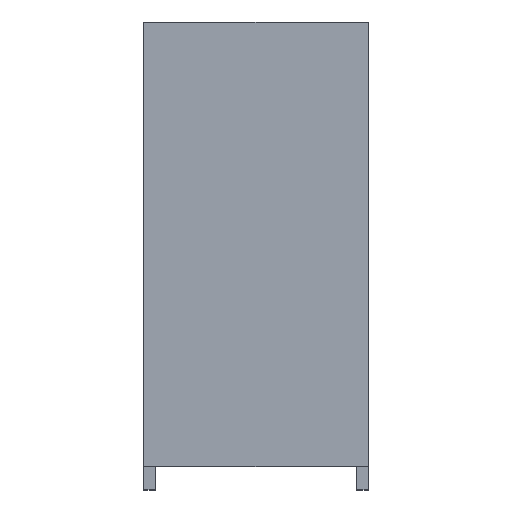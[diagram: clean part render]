
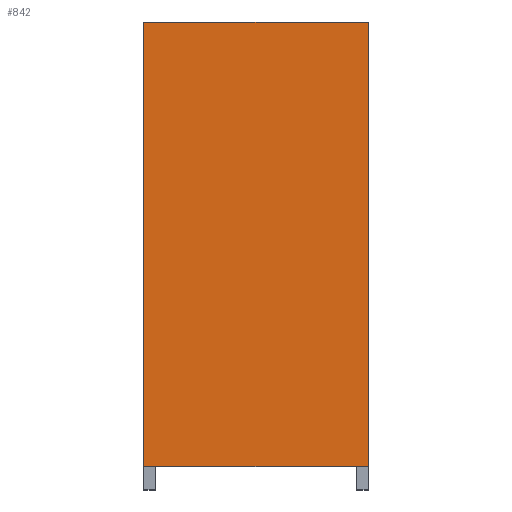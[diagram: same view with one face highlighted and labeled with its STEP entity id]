
A CAD part, top view. The second image highlights one B-rep face of the part: STEP entity #842.
In plain terms, the highlighted planar face has unit normal (0, 0, 1).
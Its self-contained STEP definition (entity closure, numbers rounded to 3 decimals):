
#2 = ORIENTED_EDGE ( 'NONE', *, *, #451, .T. ) ;
#13 = CARTESIAN_POINT ( 'NONE',  ( -4., 0., 24. ) ) ;
#27 = EDGE_LOOP ( 'NONE', ( #2, #290, #564, #515 ) ) ;
#39 = DIRECTION ( 'NONE',  ( 0., 0., -1. ) ) ;
#101 = CARTESIAN_POINT ( 'NONE',  ( -4., 95., 24. ) ) ;
#150 = LINE ( 'NONE', #622, #584 ) ;
#155 = CARTESIAN_POINT ( 'NONE',  ( 44., 95., 24. ) ) ;
#162 = VECTOR ( 'NONE', #777, 1000. ) ;
#173 = PLANE ( 'NONE',  #483 ) ;
#179 = VECTOR ( 'NONE', #890, 1000. ) ;
#190 = CARTESIAN_POINT ( 'NONE',  ( -4., 0., 24. ) ) ;
#212 = CARTESIAN_POINT ( 'NONE',  ( 44., 0., 24. ) ) ;
#236 = EDGE_CURVE ( 'NONE', #294, #675, #150, .T. ) ;
#259 = EDGE_CURVE ( 'NONE', #695, #714, #346, .T. ) ;
#264 = LINE ( 'NONE', #805, #179 ) ;
#289 = DIRECTION ( 'NONE',  ( 0., -1., 0. ) ) ;
#290 = ORIENTED_EDGE ( 'NONE', *, *, #259, .F. ) ;
#294 = VERTEX_POINT ( 'NONE', #524 ) ;
#346 = LINE ( 'NONE', #155, #162 ) ;
#402 = LINE ( 'NONE', #190, #529 ) ;
#450 = EDGE_CURVE ( 'NONE', #294, #695, #264, .T. ) ;
#451 = EDGE_CURVE ( 'NONE', #675, #714, #402, .T. ) ;
#483 = AXIS2_PLACEMENT_3D ( 'NONE', #101, #39, #654 ) ;
#515 = ORIENTED_EDGE ( 'NONE', *, *, #236, .T. ) ;
#524 = CARTESIAN_POINT ( 'NONE',  ( -4., 95., 24. ) ) ;
#529 = VECTOR ( 'NONE', #534, 1000. ) ;
#534 = DIRECTION ( 'NONE',  ( 1., 0., 0. ) ) ;
#564 = ORIENTED_EDGE ( 'NONE', *, *, #450, .F. ) ;
#584 = VECTOR ( 'NONE', #289, 1000. ) ;
#594 = FACE_OUTER_BOUND ( 'NONE', #27, .T. ) ;
#622 = CARTESIAN_POINT ( 'NONE',  ( -4., 95., 24. ) ) ;
#654 = DIRECTION ( 'NONE',  ( -1., 0., 0. ) ) ;
#675 = VERTEX_POINT ( 'NONE', #13 ) ;
#695 = VERTEX_POINT ( 'NONE', #780 ) ;
#714 = VERTEX_POINT ( 'NONE', #212 ) ;
#777 = DIRECTION ( 'NONE',  ( 0., -1., 0. ) ) ;
#780 = CARTESIAN_POINT ( 'NONE',  ( 44., 95., 24. ) ) ;
#805 = CARTESIAN_POINT ( 'NONE',  ( -4., 95., 24. ) ) ;
#842 = ADVANCED_FACE ( 'NONE', ( #594 ), #173, .F. ) ;
#890 = DIRECTION ( 'NONE',  ( 1., 0., 0. ) ) ;
